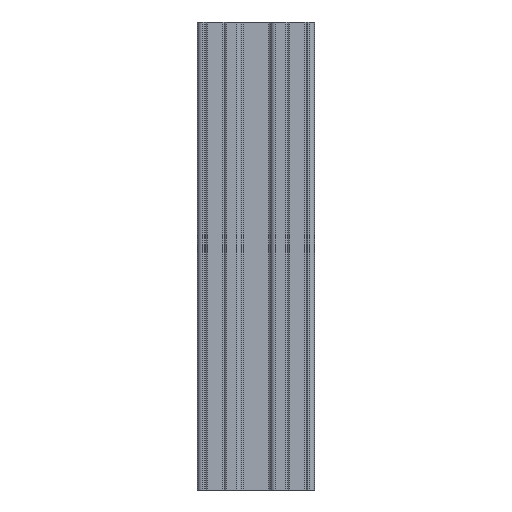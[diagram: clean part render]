
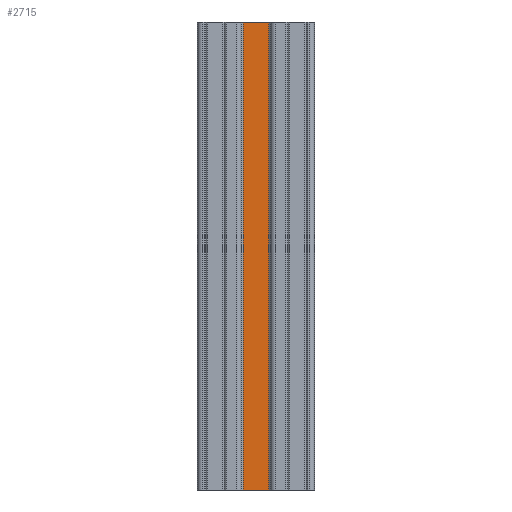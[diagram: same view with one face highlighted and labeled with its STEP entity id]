
A CAD part, front view. The second image highlights one B-rep face of the part: STEP entity #2715.
In plain terms, the highlighted planar face has unit normal (0, -1, 0).
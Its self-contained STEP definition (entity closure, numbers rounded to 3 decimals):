
#130=FACE_OUTER_BOUND('',#274,.T.);
#274=EDGE_LOOP('',(#2136,#2137,#2138,#2139));
#477=LINE('',#3880,#810);
#625=LINE('',#4259,#958);
#626=LINE('',#4262,#959);
#627=LINE('',#4263,#960);
#810=VECTOR('',#3086,10.);
#958=VECTOR('',#3444,10.);
#959=VECTOR('',#3447,10.);
#960=VECTOR('',#3448,10.);
#1155=VERTEX_POINT('',#3877);
#1156=VERTEX_POINT('',#3879);
#1282=VERTEX_POINT('',#4257);
#1283=VERTEX_POINT('',#4261);
#1421=EDGE_CURVE('',#1155,#1156,#477,.T.);
#1611=EDGE_CURVE('',#1282,#1156,#625,.T.);
#1612=EDGE_CURVE('',#1283,#1282,#626,.T.);
#1613=EDGE_CURVE('',#1283,#1155,#627,.T.);
#2136=ORIENTED_EDGE('',*,*,#1612,.T.);
#2137=ORIENTED_EDGE('',*,*,#1611,.T.);
#2138=ORIENTED_EDGE('',*,*,#1421,.F.);
#2139=ORIENTED_EDGE('',*,*,#1613,.F.);
#2592=PLANE('',#2918);
#2715=ADVANCED_FACE('',(#130),#2592,.T.);
#2918=AXIS2_PLACEMENT_3D('',#4260,#3445,#3446);
#3086=DIRECTION('',(1.,0.,0.));
#3444=DIRECTION('',(0.,0.,1.));
#3445=DIRECTION('center_axis',(0.,-1.,0.));
#3446=DIRECTION('ref_axis',(1.,0.,0.));
#3447=DIRECTION('',(1.,0.,0.));
#3448=DIRECTION('',(0.,0.,1.));
#3877=CARTESIAN_POINT('',(-2.7,-6.,100.));
#3879=CARTESIAN_POINT('',(2.7,-6.,100.));
#3880=CARTESIAN_POINT('',(-2.7,-6.,100.));
#4257=CARTESIAN_POINT('',(2.7,-6.,0.));
#4259=CARTESIAN_POINT('',(2.7,-6.,0.));
#4260=CARTESIAN_POINT('Origin',(-2.7,-6.,0.));
#4261=CARTESIAN_POINT('',(-2.7,-6.,0.));
#4262=CARTESIAN_POINT('',(-2.7,-6.,0.));
#4263=CARTESIAN_POINT('',(-2.7,-6.,0.));
